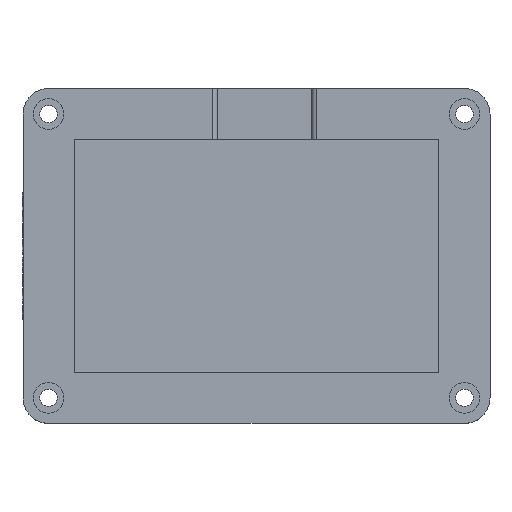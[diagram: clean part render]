
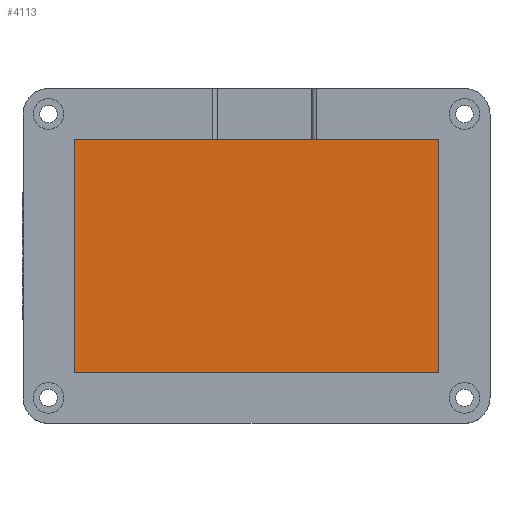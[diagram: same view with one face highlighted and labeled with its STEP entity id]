
A CAD part, top view. The second image highlights one B-rep face of the part: STEP entity #4113.
In plain terms, the highlighted planar face has unit normal (0, 0, 1).
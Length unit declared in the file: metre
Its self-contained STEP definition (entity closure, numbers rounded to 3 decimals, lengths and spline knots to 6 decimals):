
#175=LINE('',#5987,#575);
#204=LINE('',#6055,#604);
#206=LINE('',#6059,#606);
#209=LINE('',#6085,#609);
#575=VECTOR('',#4752,1.);
#604=VECTOR('',#4801,1.);
#606=VECTOR('',#4805,1.);
#609=VECTOR('',#4834,1.);
#1082=PLANE('',#4445);
#1464=ORIENTED_EDGE('',*,*,#2641,.F.);
#1465=ORIENTED_EDGE('',*,*,#2608,.T.);
#1466=ORIENTED_EDGE('',*,*,#2654,.T.);
#1467=ORIENTED_EDGE('',*,*,#2643,.F.);
#2608=EDGE_CURVE('',#3226,#3227,#175,.T.);
#2641=EDGE_CURVE('',#3226,#3255,#204,.T.);
#2643=EDGE_CURVE('',#3255,#3256,#206,.T.);
#2654=EDGE_CURVE('',#3227,#3256,#209,.T.);
#3226=VERTEX_POINT('',#5988);
#3227=VERTEX_POINT('',#5989);
#3255=VERTEX_POINT('',#6056);
#3256=VERTEX_POINT('',#6060);
#3572=EDGE_LOOP('',(#1464,#1465,#1466,#1467));
#3838=FACE_BOUND('',#3572,.T.);
#4113=ADVANCED_FACE('',(#3838),#1082,.T.);
#4445=AXIS2_PLACEMENT_3D('',#6099,#4858,#4859);
#4752=DIRECTION('',(0.,-1.,0.));
#4801=DIRECTION('',(1.,0.,0.));
#4805=DIRECTION('',(0.,-1.,0.));
#4834=DIRECTION('',(1.,0.,0.));
#4858=DIRECTION('',(0.,0.,1.));
#4859=DIRECTION('',(1.,0.,0.));
#5987=CARTESIAN_POINT('',(-0.071864,-0.011562,0.003));
#5988=CARTESIAN_POINT('',(-0.071864,0.011238,0.003));
#5989=CARTESIAN_POINT('',(-0.071864,-0.034362,0.003));
#6055=CARTESIAN_POINT('',(-0.057839,0.011238,0.003));
#6056=CARTESIAN_POINT('',(-0.000364,0.011238,0.003));
#6059=CARTESIAN_POINT('',(-0.000364,-0.011562,0.003));
#6060=CARTESIAN_POINT('',(-0.000364,-0.034362,0.003));
#6085=CARTESIAN_POINT('',(-0.036114,-0.034362,0.003));
#6099=CARTESIAN_POINT('',(-0.036114,-0.011562,0.003));
